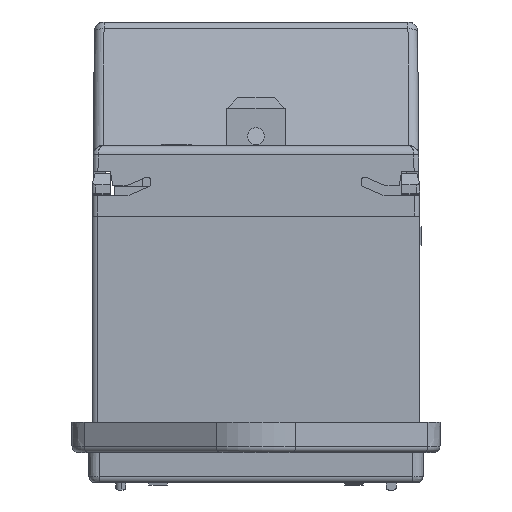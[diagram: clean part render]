
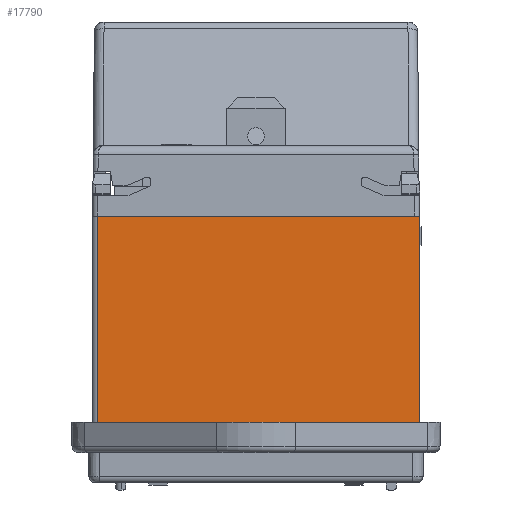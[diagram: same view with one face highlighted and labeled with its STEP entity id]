
A CAD part, front view. The second image highlights one B-rep face of the part: STEP entity #17790.
In plain terms, the highlighted planar face has unit normal (0, -1, 0).
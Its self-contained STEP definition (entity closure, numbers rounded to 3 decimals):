
#988=PLANE('',#19028);
#1795=FACE_OUTER_BOUND('',#2798,.T.);
#2798=EDGE_LOOP('',(#14109,#14110,#14111,#14112));
#3976=LINE('',#27703,#6037);
#4243=LINE('',#30581,#6304);
#4381=LINE('',#30875,#6442);
#4382=LINE('',#30876,#6443);
#6037=VECTOR('',#21171,1000.);
#6304=VECTOR('',#21774,1000.);
#6442=VECTOR('',#22000,1000.);
#6443=VECTOR('',#22001,1000.);
#8158=VERTEX_POINT('',#27700);
#8159=VERTEX_POINT('',#27702);
#8418=VERTEX_POINT('',#30580);
#8530=VERTEX_POINT('',#30874);
#10062=EDGE_CURVE('',#8158,#8159,#3976,.T.);
#10425=EDGE_CURVE('',#8418,#8159,#4243,.T.);
#10575=EDGE_CURVE('',#8530,#8418,#4381,.T.);
#10576=EDGE_CURVE('',#8530,#8158,#4382,.T.);
#14109=ORIENTED_EDGE('',*,*,#10575,.T.);
#14110=ORIENTED_EDGE('',*,*,#10425,.T.);
#14111=ORIENTED_EDGE('',*,*,#10062,.F.);
#14112=ORIENTED_EDGE('',*,*,#10576,.F.);
#17790=ADVANCED_FACE('',(#1795),#988,.F.);
#19028=AXIS2_PLACEMENT_3D('',#30873,#21998,#21999);
#21171=DIRECTION('',(1.,0.,0.));
#21774=DIRECTION('',(0.,0.,1.));
#21998=DIRECTION('center_axis',(0.,1.,0.));
#21999=DIRECTION('ref_axis',(0.,0.,-1.));
#22000=DIRECTION('',(1.,0.,0.));
#22001=DIRECTION('',(0.,0.,1.));
#27700=CARTESIAN_POINT('',(-13.1,-10.25,17.05));
#27702=CARTESIAN_POINT('',(13.55,-10.25,17.05));
#27703=CARTESIAN_POINT('',(-7.756,-10.25,17.05));
#30580=CARTESIAN_POINT('',(13.55,-10.25,0.));
#30581=CARTESIAN_POINT('',(13.55,-10.25,15.55));
#30873=CARTESIAN_POINT('Origin',(-7.756,-10.25,17.05));
#30874=CARTESIAN_POINT('',(-13.1,-10.25,0.));
#30875=CARTESIAN_POINT('',(-7.756,-10.25,0.));
#30876=CARTESIAN_POINT('',(-13.1,-10.25,15.55));
